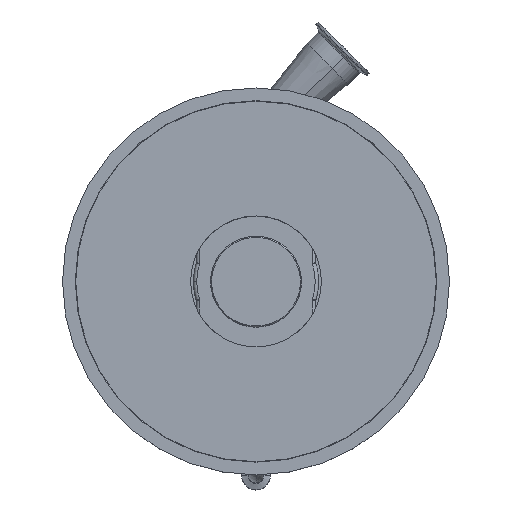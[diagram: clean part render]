
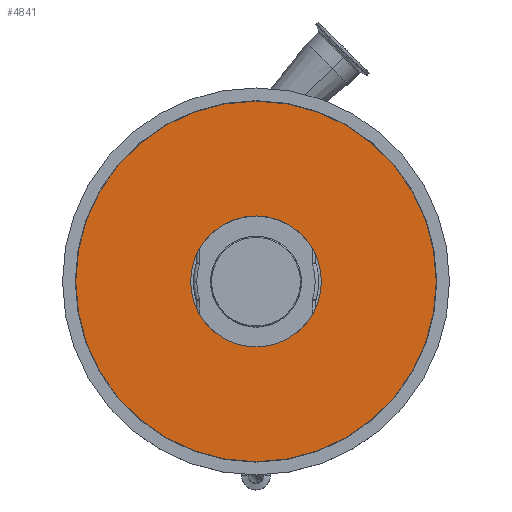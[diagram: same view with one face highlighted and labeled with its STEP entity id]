
A CAD part, top view. The second image highlights one B-rep face of the part: STEP entity #4841.
In plain terms, the highlighted planar face has unit normal (0, 0, 1).
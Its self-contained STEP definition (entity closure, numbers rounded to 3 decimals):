
#51 = DIRECTION ( 'NONE',  ( 1., 0., 0. ) ) ;
#79 = VERTEX_POINT ( 'NONE', #5064 ) ;
#528 = AXIS2_PLACEMENT_3D ( 'NONE', #867, #12632, #5946 ) ;
#867 = CARTESIAN_POINT ( 'NONE',  ( 0., 0., -9. ) ) ;
#1371 = VERTEX_POINT ( 'NONE', #2191 ) ;
#1921 = DIRECTION ( 'NONE',  ( 0., 0., 1. ) ) ;
#2191 = CARTESIAN_POINT ( 'NONE',  ( 158.4, 0., -9. ) ) ;
#2498 = CARTESIAN_POINT ( 'NONE',  ( 0., 0., -9. ) ) ;
#3329 = DIRECTION ( 'NONE',  ( 0., 0., 1. ) ) ;
#3376 = CIRCLE ( 'NONE', #5253, 158.4 ) ;
#3693 = CIRCLE ( 'NONE', #528, 57.5 ) ;
#4079 = DIRECTION ( 'NONE',  ( 1., 0., 0. ) ) ;
#4298 = CARTESIAN_POINT ( 'NONE',  ( 0., 0., -9. ) ) ;
#4514 = ORIENTED_EDGE ( 'NONE', *, *, #5650, .T. ) ;
#4841 = ADVANCED_FACE ( 'NONE', ( #12346, #11357 ), #9342, .T. ) ;
#5064 = CARTESIAN_POINT ( 'NONE',  ( 57.5, 0., -9. ) ) ;
#5092 = AXIS2_PLACEMENT_3D ( 'NONE', #10926, #1921, #4079 ) ;
#5137 = ORIENTED_EDGE ( 'NONE', *, *, #10792, .F. ) ;
#5253 = AXIS2_PLACEMENT_3D ( 'NONE', #8342, #6299, #51 ) ;
#5650 = EDGE_CURVE ( 'NONE', #1371, #10409, #12431, .T. ) ;
#5946 = DIRECTION ( 'NONE',  ( 1., 0., 0. ) ) ;
#6257 = EDGE_LOOP ( 'NONE', ( #4514, #11036 ) ) ;
#6299 = DIRECTION ( 'NONE',  ( 0., 0., 1. ) ) ;
#7592 = CARTESIAN_POINT ( 'NONE',  ( -158.4, 0., -9. ) ) ;
#7722 = DIRECTION ( 'NONE',  ( 1., 0., 0. ) ) ;
#8342 = CARTESIAN_POINT ( 'NONE',  ( 0., 0., -9. ) ) ;
#8774 = CARTESIAN_POINT ( 'NONE',  ( -57.5, 0., -9. ) ) ;
#8868 = EDGE_CURVE ( 'NONE', #79, #12471, #3693, .T. ) ;
#9293 = EDGE_LOOP ( 'NONE', ( #9670, #5137 ) ) ;
#9342 = PLANE ( 'NONE',  #10532 ) ;
#9670 = ORIENTED_EDGE ( 'NONE', *, *, #8868, .F. ) ;
#9680 = AXIS2_PLACEMENT_3D ( 'NONE', #2498, #9713, #9779 ) ;
#9713 = DIRECTION ( 'NONE',  ( 0., 0., 1. ) ) ;
#9779 = DIRECTION ( 'NONE',  ( 1., 0., 0. ) ) ;
#10409 = VERTEX_POINT ( 'NONE', #7592 ) ;
#10532 = AXIS2_PLACEMENT_3D ( 'NONE', #4298, #3329, #7722 ) ;
#10792 = EDGE_CURVE ( 'NONE', #12471, #79, #10831, .T. ) ;
#10831 = CIRCLE ( 'NONE', #5092, 57.5 ) ;
#10926 = CARTESIAN_POINT ( 'NONE',  ( 0., 0., -9. ) ) ;
#11036 = ORIENTED_EDGE ( 'NONE', *, *, #12182, .T. ) ;
#11357 = FACE_BOUND ( 'NONE', #9293, .T. ) ;
#12182 = EDGE_CURVE ( 'NONE', #10409, #1371, #3376, .T. ) ;
#12346 = FACE_OUTER_BOUND ( 'NONE', #6257, .T. ) ;
#12431 = CIRCLE ( 'NONE', #9680, 158.4 ) ;
#12471 = VERTEX_POINT ( 'NONE', #8774 ) ;
#12632 = DIRECTION ( 'NONE',  ( 0., 0., 1. ) ) ;
